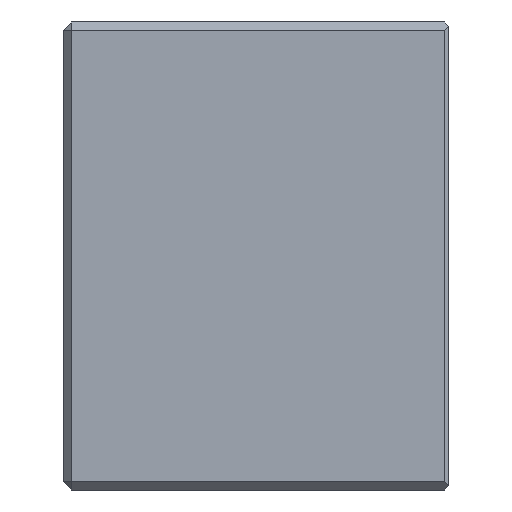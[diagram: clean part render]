
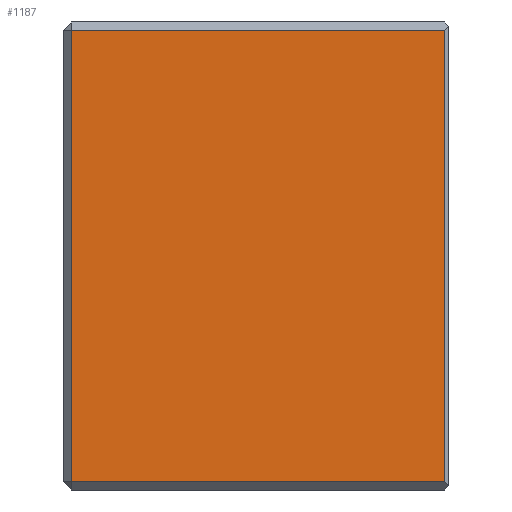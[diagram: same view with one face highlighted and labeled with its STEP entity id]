
A CAD part, left-side view. The second image highlights one B-rep face of the part: STEP entity #1187.
In plain terms, the highlighted planar face has unit normal (-1, 0, 0).
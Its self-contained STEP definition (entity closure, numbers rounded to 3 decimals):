
#57 = EDGE_LOOP ( 'NONE', ( #499, #507, #501, #504 ) ) ;
#154 = DIRECTION ( 'NONE',  ( 0., 0., -1. ) ) ;
#155 = DIRECTION ( 'NONE',  ( 1., 0., 0. ) ) ;
#156 = CARTESIAN_POINT ( 'NONE',  ( -80., 47., 28.5 ) ) ;
#157 = PLANE ( 'NONE',  #1506 ) ;
#499 = ORIENTED_EDGE ( 'NONE', *, *, #849, .T. ) ;
#501 = ORIENTED_EDGE ( 'NONE', *, *, #855, .T. ) ;
#504 = ORIENTED_EDGE ( 'NONE', *, *, #850, .T. ) ;
#507 = ORIENTED_EDGE ( 'NONE', *, *, #1151, .T. ) ;
#688 = VERTEX_POINT ( 'NONE', #872 ) ;
#694 = VERTEX_POINT ( 'NONE', #867 ) ;
#754 = VERTEX_POINT ( 'NONE', #1789 ) ;
#774 = VERTEX_POINT ( 'NONE', #1761 ) ;
#849 = EDGE_CURVE ( 'NONE', #694, #774, #1094, .T. ) ;
#850 = EDGE_CURVE ( 'NONE', #754, #694, #1092, .T. ) ;
#855 = EDGE_CURVE ( 'NONE', #688, #754, #1086, .T. ) ;
#867 = CARTESIAN_POINT ( 'NONE',  ( -80., 46., -27.5 ) ) ;
#872 = CARTESIAN_POINT ( 'NONE',  ( -80., 0.5, 27.5 ) ) ;
#1034 = FACE_OUTER_BOUND ( 'NONE', #57, .T. ) ;
#1059 = LINE ( 'NONE', #1587, #1546 ) ;
#1086 = LINE ( 'NONE', #1693, #1370 ) ;
#1092 = LINE ( 'NONE', #1715, #1366 ) ;
#1094 = LINE ( 'NONE', #1718, #1559 ) ;
#1151 = EDGE_CURVE ( 'NONE', #774, #688, #1059, .T. ) ;
#1187 = ADVANCED_FACE ( 'NONE', ( #1034 ), #157, .F. ) ;
#1366 = VECTOR ( 'NONE', #1714, 1000. ) ;
#1370 = VECTOR ( 'NONE', #1692, 1000. ) ;
#1506 = AXIS2_PLACEMENT_3D ( 'NONE', #156, #155, #154 ) ;
#1546 = VECTOR ( 'NONE', #1586, 1000. ) ;
#1559 = VECTOR ( 'NONE', #1717, 1000. ) ;
#1586 = DIRECTION ( 'NONE',  ( 0., 0., 1. ) ) ;
#1587 = CARTESIAN_POINT ( 'NONE',  ( -80., 0.5, 27.5 ) ) ;
#1692 = DIRECTION ( 'NONE',  ( 0., 1., 0. ) ) ;
#1693 = CARTESIAN_POINT ( 'NONE',  ( -80., 47., 27.5 ) ) ;
#1714 = DIRECTION ( 'NONE',  ( 0., 0., -1. ) ) ;
#1715 = CARTESIAN_POINT ( 'NONE',  ( -80., 46., 28.5 ) ) ;
#1717 = DIRECTION ( 'NONE',  ( 0., -1., 0. ) ) ;
#1718 = CARTESIAN_POINT ( 'NONE',  ( -80., 47., -27.5 ) ) ;
#1761 = CARTESIAN_POINT ( 'NONE',  ( -80., 0.5, -27.5 ) ) ;
#1789 = CARTESIAN_POINT ( 'NONE',  ( -80., 46., 27.5 ) ) ;
